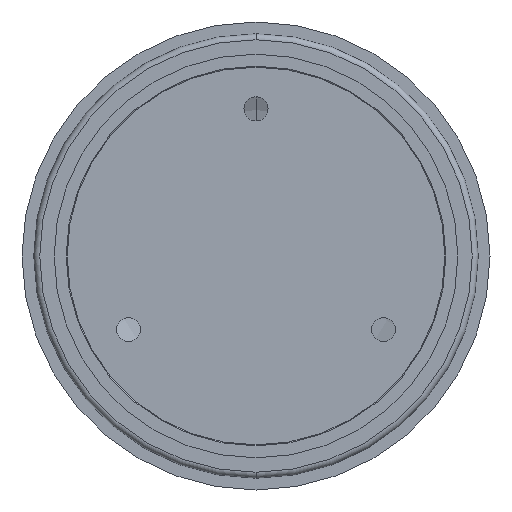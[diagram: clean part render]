
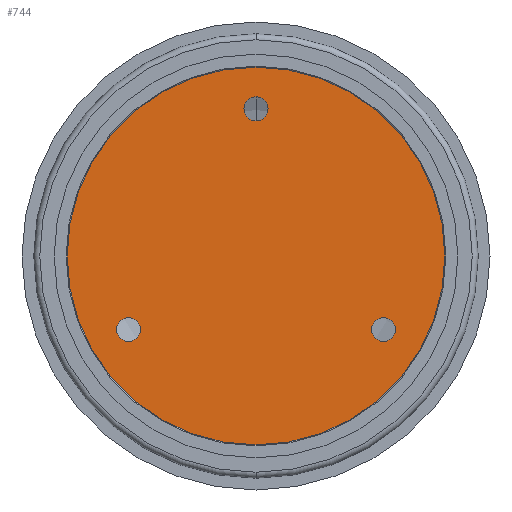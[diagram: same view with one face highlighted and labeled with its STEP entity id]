
A CAD part, front view. The second image highlights one B-rep face of the part: STEP entity #744.
In plain terms, the highlighted planar face has unit normal (0, -1, 0).
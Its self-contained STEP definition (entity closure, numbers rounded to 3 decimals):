
#2 = EDGE_LOOP ( 'NONE', ( #1329, #760 ) ) ;
#40 = AXIS2_PLACEMENT_3D ( 'NONE', #1321, #1304, #1328 ) ;
#45 = CARTESIAN_POINT ( 'NONE',  ( 0., -100., -157.403 ) ) ;
#121 = CIRCLE ( 'NONE', #285, 10. ) ;
#144 = VERTEX_POINT ( 'NONE', #565 ) ;
#150 = AXIS2_PLACEMENT_3D ( 'NONE', #380, #367, #365 ) ;
#171 = AXIS2_PLACEMENT_3D ( 'NONE', #434, #429, #421 ) ;
#207 = AXIS2_PLACEMENT_3D ( 'NONE', #534, #531, #526 ) ;
#233 = AXIS2_PLACEMENT_3D ( 'NONE', #693, #675, #674 ) ;
#234 = AXIS2_PLACEMENT_3D ( 'NONE', #618, #610, #601 ) ;
#271 = CARTESIAN_POINT ( 'NONE',  ( 0., -100., 112.643 ) ) ;
#279 = ORIENTED_EDGE ( 'NONE', *, *, #766, .F. ) ;
#285 = AXIS2_PLACEMENT_3D ( 'NONE', #759, #755, #752 ) ;
#365 = DIRECTION ( 'NONE',  ( 0., 0., -1. ) ) ;
#367 = DIRECTION ( 'NONE',  ( 0., -1., 0. ) ) ;
#379 = VERTEX_POINT ( 'NONE', #1354 ) ;
#380 = CARTESIAN_POINT ( 'NONE',  ( 0., -100., 0. ) ) ;
#421 = DIRECTION ( 'NONE',  ( 0., 0., -1. ) ) ;
#429 = DIRECTION ( 'NONE',  ( 0., -1., 0. ) ) ;
#434 = CARTESIAN_POINT ( 'NONE',  ( -106.212, -100., -61.321 ) ) ;
#442 = ORIENTED_EDGE ( 'NONE', *, *, #795, .F. ) ;
#517 = CIRCLE ( 'NONE', #1320, 10. ) ;
#526 = DIRECTION ( 'NONE',  ( 0., 0., -1. ) ) ;
#531 = DIRECTION ( 'NONE',  ( 0., -1., 0. ) ) ;
#534 = CARTESIAN_POINT ( 'NONE',  ( 106.212, -100., -61.321 ) ) ;
#562 = ORIENTED_EDGE ( 'NONE', *, *, #1057, .T. ) ;
#565 = CARTESIAN_POINT ( 'NONE',  ( 0., -100., 157.403 ) ) ;
#579 = AXIS2_PLACEMENT_3D ( 'NONE', #1271, #1261, #1260 ) ;
#601 = DIRECTION ( 'NONE',  ( 0., 0., -1. ) ) ;
#607 = CIRCLE ( 'NONE', #579, 157.403 ) ;
#610 = DIRECTION ( 'NONE',  ( 0., -1., 0. ) ) ;
#618 = CARTESIAN_POINT ( 'NONE',  ( 0., -100., 122.643 ) ) ;
#630 = ORIENTED_EDGE ( 'NONE', *, *, #1121, .F. ) ;
#632 = ORIENTED_EDGE ( 'NONE', *, *, #721, .F. ) ;
#667 = VERTEX_POINT ( 'NONE', #916 ) ;
#674 = DIRECTION ( 'NONE',  ( 0., 0., -1. ) ) ;
#675 = DIRECTION ( 'NONE',  ( 0., -1., 0. ) ) ;
#689 = PLANE ( 'NONE',  #233 ) ;
#693 = CARTESIAN_POINT ( 'NONE',  ( 0., -100., 0. ) ) ;
#715 = VERTEX_POINT ( 'NONE', #798 ) ;
#721 = EDGE_CURVE ( 'NONE', #897, #840, #121, .T. ) ;
#729 = FACE_OUTER_BOUND ( 'NONE', #1157, .T. ) ;
#744 = ADVANCED_FACE ( 'NONE', ( #825, #890, #875, #729 ), #689, .T. ) ;
#752 = DIRECTION ( 'NONE',  ( 0., 0., -1. ) ) ;
#755 = DIRECTION ( 'NONE',  ( 0., -1., 0. ) ) ;
#759 = CARTESIAN_POINT ( 'NONE',  ( 0., -100., 122.643 ) ) ;
#760 = ORIENTED_EDGE ( 'NONE', *, *, #781, .F. ) ;
#766 = EDGE_CURVE ( 'NONE', #840, #897, #824, .T. ) ;
#781 = EDGE_CURVE ( 'NONE', #667, #379, #1107, .T. ) ;
#795 = EDGE_CURVE ( 'NONE', #715, #912, #1171, .T. ) ;
#798 = CARTESIAN_POINT ( 'NONE',  ( -106.212, -100., -71.321 ) ) ;
#812 = EDGE_CURVE ( 'NONE', #144, #1318, #1092, .T. ) ;
#824 = CIRCLE ( 'NONE', #234, 10. ) ;
#825 = FACE_BOUND ( 'NONE', #1250, .T. ) ;
#840 = VERTEX_POINT ( 'NONE', #271 ) ;
#861 = ORIENTED_EDGE ( 'NONE', *, *, #812, .T. ) ;
#875 = FACE_BOUND ( 'NONE', #1370, .T. ) ;
#890 = FACE_BOUND ( 'NONE', #2, .T. ) ;
#892 = EDGE_CURVE ( 'NONE', #379, #667, #1110, .T. ) ;
#897 = VERTEX_POINT ( 'NONE', #1279 ) ;
#912 = VERTEX_POINT ( 'NONE', #1309 ) ;
#916 = CARTESIAN_POINT ( 'NONE',  ( 106.212, -100., -71.321 ) ) ;
#928 = DIRECTION ( 'NONE',  ( 0., 0., -1. ) ) ;
#932 = DIRECTION ( 'NONE',  ( 0., -1., 0. ) ) ;
#934 = CARTESIAN_POINT ( 'NONE',  ( -106.212, -100., -61.321 ) ) ;
#1057 = EDGE_CURVE ( 'NONE', #1318, #144, #607, .T. ) ;
#1092 = CIRCLE ( 'NONE', #150, 157.403 ) ;
#1107 = CIRCLE ( 'NONE', #207, 10. ) ;
#1110 = CIRCLE ( 'NONE', #40, 10. ) ;
#1121 = EDGE_CURVE ( 'NONE', #912, #715, #517, .T. ) ;
#1157 = EDGE_LOOP ( 'NONE', ( #861, #562 ) ) ;
#1171 = CIRCLE ( 'NONE', #171, 10. ) ;
#1250 = EDGE_LOOP ( 'NONE', ( #630, #442 ) ) ;
#1260 = DIRECTION ( 'NONE',  ( 0., 0., -1. ) ) ;
#1261 = DIRECTION ( 'NONE',  ( 0., -1., 0. ) ) ;
#1271 = CARTESIAN_POINT ( 'NONE',  ( 0., -100., 0. ) ) ;
#1279 = CARTESIAN_POINT ( 'NONE',  ( 0., -100., 132.643 ) ) ;
#1304 = DIRECTION ( 'NONE',  ( 0., -1., 0. ) ) ;
#1309 = CARTESIAN_POINT ( 'NONE',  ( -106.212, -100., -51.321 ) ) ;
#1318 = VERTEX_POINT ( 'NONE', #45 ) ;
#1320 = AXIS2_PLACEMENT_3D ( 'NONE', #934, #932, #928 ) ;
#1321 = CARTESIAN_POINT ( 'NONE',  ( 106.212, -100., -61.321 ) ) ;
#1328 = DIRECTION ( 'NONE',  ( 0., 0., -1. ) ) ;
#1329 = ORIENTED_EDGE ( 'NONE', *, *, #892, .F. ) ;
#1354 = CARTESIAN_POINT ( 'NONE',  ( 106.212, -100., -51.321 ) ) ;
#1370 = EDGE_LOOP ( 'NONE', ( #632, #279 ) ) ;
